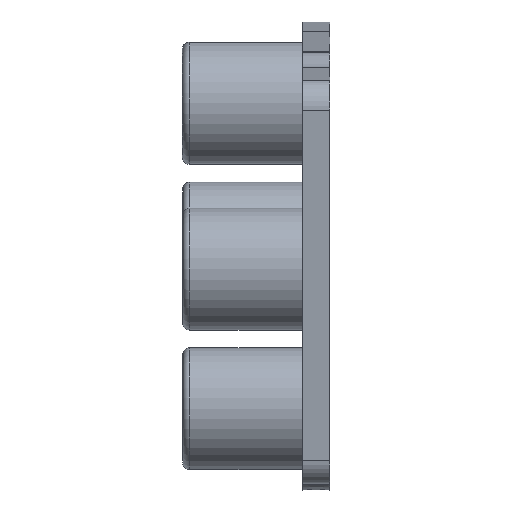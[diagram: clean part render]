
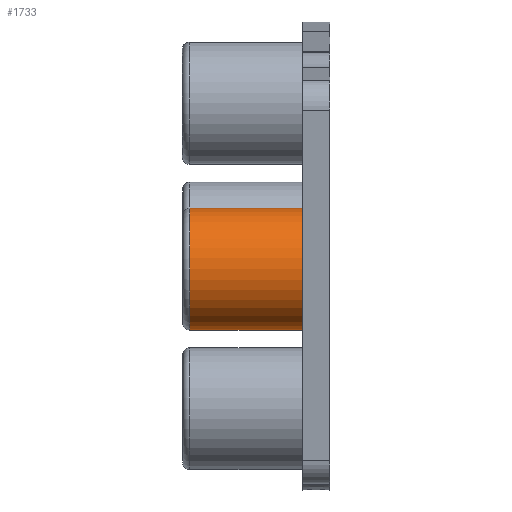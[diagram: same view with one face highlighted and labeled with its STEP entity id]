
A CAD part, top view. The second image highlights one B-rep face of the part: STEP entity #1733.
In plain terms, the highlighted cylindrical face has radius 4.5 mm (diameter 9 mm), a full revolution.
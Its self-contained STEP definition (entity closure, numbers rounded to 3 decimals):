
#155=FACE_OUTER_BOUND('',#268,.T.);
#268=EDGE_LOOP('',(#1524,#1525,#1526,#1527,#1528));
#347=CIRCLE('',#1879,4.5);
#351=CIRCLE('',#1886,4.5);
#352=CIRCLE('',#1887,4.5);
#541=LINE('',#5864,#625);
#625=VECTOR('',#2253,4.5);
#791=VERTEX_POINT('',#5806);
#794=VERTEX_POINT('',#5855);
#795=VERTEX_POINT('',#5857);
#1041=EDGE_CURVE('',#791,#791,#347,.T.);
#1047=EDGE_CURVE('',#794,#795,#351,.T.);
#1048=EDGE_CURVE('',#795,#794,#352,.T.);
#1050=EDGE_CURVE('',#795,#791,#541,.T.);
#1524=ORIENTED_EDGE('',*,*,#1048,.F.);
#1525=ORIENTED_EDGE('',*,*,#1050,.T.);
#1526=ORIENTED_EDGE('',*,*,#1041,.F.);
#1527=ORIENTED_EDGE('',*,*,#1050,.F.);
#1528=ORIENTED_EDGE('',*,*,#1047,.F.);
#1645=CYLINDRICAL_SURFACE('',#1890,4.5);
#1733=ADVANCED_FACE('',(#155),#1645,.T.);
#1879=AXIS2_PLACEMENT_3D('',#5807,#2229,#2230);
#1886=AXIS2_PLACEMENT_3D('',#5858,#2243,#2244);
#1887=AXIS2_PLACEMENT_3D('',#5859,#2245,#2246);
#1890=AXIS2_PLACEMENT_3D('',#5863,#2251,#2252);
#2229=DIRECTION('center_axis',(1.,0.,0.));
#2230=DIRECTION('ref_axis',(0.,-1.,0.));
#2243=DIRECTION('center_axis',(-1.,0.,0.));
#2244=DIRECTION('ref_axis',(0.,-1.,0.));
#2245=DIRECTION('center_axis',(-1.,0.,0.));
#2246=DIRECTION('ref_axis',(0.,-1.,0.));
#2251=DIRECTION('center_axis',(1.,0.,0.));
#2252=DIRECTION('ref_axis',(0.,-1.,0.));
#2253=DIRECTION('',(1.,0.,0.));
#5806=CARTESIAN_POINT('',(47.103,2.617,62.763));
#5807=CARTESIAN_POINT('Origin',(47.103,-1.883,62.763));
#5855=CARTESIAN_POINT('',(38.766,-1.883,58.263));
#5857=CARTESIAN_POINT('',(38.766,2.617,62.763));
#5858=CARTESIAN_POINT('Origin',(38.766,-1.883,62.763));
#5859=CARTESIAN_POINT('Origin',(38.766,-1.883,62.763));
#5863=CARTESIAN_POINT('Origin',(42.966,-1.883,62.763));
#5864=CARTESIAN_POINT('',(42.966,2.617,62.763));
